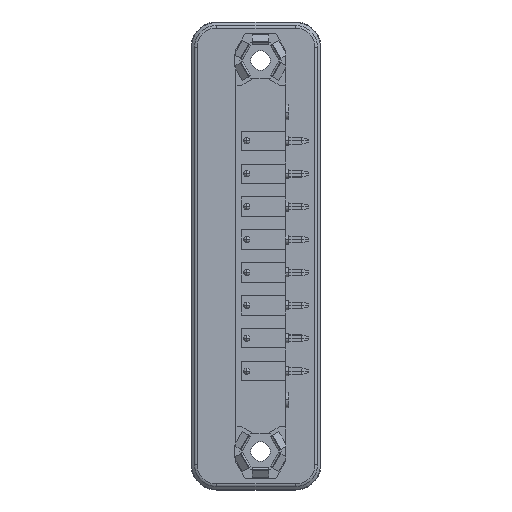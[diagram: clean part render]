
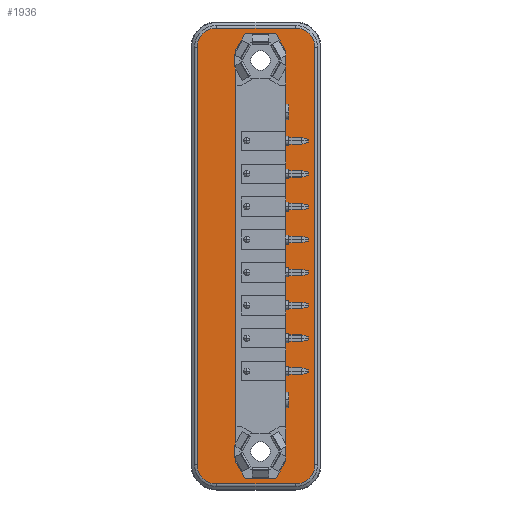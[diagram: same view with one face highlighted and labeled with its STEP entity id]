
A CAD part, left-side view. The second image highlights one B-rep face of the part: STEP entity #1936.
In plain terms, the highlighted planar face has unit normal (-1, 0, 0).
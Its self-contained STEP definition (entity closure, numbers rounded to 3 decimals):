
#1936=ADVANCED_FACE('',(#4284,#4285),#4286,.T.);
#4284=FACE_OUTER_BOUND('',#7004,.T.);
#4285=FACE_BOUND('',#7005,.T.);
#4286=PLANE('',#7006);
#7004=EDGE_LOOP('',(#12525,#12526,#12527,#12528,#12529,#12530,#12531,#12532));
#7005=EDGE_LOOP('',(#12533,#12534,#12535,#12536,#12537,#12538,#12539,#12540,#12541,#12542,#12543,#12544));
#7006=AXIS2_PLACEMENT_3D('',#12545,#12546,#12547);
#12525=ORIENTED_EDGE('',*,*,#17115,.T.);
#12526=ORIENTED_EDGE('',*,*,#15944,.T.);
#12527=ORIENTED_EDGE('',*,*,#16867,.T.);
#12528=ORIENTED_EDGE('',*,*,#17813,.T.);
#12529=ORIENTED_EDGE('',*,*,#15699,.F.);
#12530=ORIENTED_EDGE('',*,*,#17246,.F.);
#12531=ORIENTED_EDGE('',*,*,#17322,.F.);
#12532=ORIENTED_EDGE('',*,*,#16303,.F.);
#12533=ORIENTED_EDGE('',*,*,#16020,.T.);
#12534=ORIENTED_EDGE('',*,*,#17814,.F.);
#12535=ORIENTED_EDGE('',*,*,#16195,.F.);
#12536=ORIENTED_EDGE('',*,*,#17815,.F.);
#12537=ORIENTED_EDGE('',*,*,#17816,.F.);
#12538=ORIENTED_EDGE('',*,*,#17375,.F.);
#12539=ORIENTED_EDGE('',*,*,#17817,.T.);
#12540=ORIENTED_EDGE('',*,*,#17597,.F.);
#12541=ORIENTED_EDGE('',*,*,#17818,.F.);
#12542=ORIENTED_EDGE('',*,*,#17819,.F.);
#12543=ORIENTED_EDGE('',*,*,#17820,.F.);
#12544=ORIENTED_EDGE('',*,*,#16682,.T.);
#12545=CARTESIAN_POINT('',(-1.158,13.348,-50.47));
#12546=DIRECTION('',(-1.0,0.0,0.0));
#12547=DIRECTION('',(0.0,0.0,1.0));
#15699=EDGE_CURVE('',#18632,#18633,#18634,.T.);
#15944=EDGE_CURVE('',#19075,#19072,#19076,.T.);
#16020=EDGE_CURVE('',#19201,#19199,#19202,.T.);
#16195=EDGE_CURVE('',#19505,#19506,#19507,.T.);
#16303=EDGE_CURVE('',#19679,#19682,#19683,.T.);
#16682=EDGE_CURVE('',#20268,#19201,#20272,.T.);
#16867=EDGE_CURVE('',#19072,#20554,#20555,.T.);
#17115=EDGE_CURVE('',#19679,#19075,#20913,.T.);
#17246=EDGE_CURVE('',#21094,#18632,#21096,.T.);
#17322=EDGE_CURVE('',#19682,#21094,#21192,.T.);
#17375=EDGE_CURVE('',#21262,#21263,#21264,.T.);
#17597=EDGE_CURVE('',#21562,#21558,#21564,.T.);
#17813=EDGE_CURVE('',#20554,#18633,#21827,.T.);
#17814=EDGE_CURVE('',#19506,#19199,#21828,.T.);
#17815=EDGE_CURVE('',#21829,#19505,#21830,.T.);
#17816=EDGE_CURVE('',#21263,#21829,#21831,.T.);
#17817=EDGE_CURVE('',#21262,#21558,#21832,.T.);
#17818=EDGE_CURVE('',#21833,#21562,#21834,.T.);
#17819=EDGE_CURVE('',#21835,#21833,#21836,.T.);
#17820=EDGE_CURVE('',#20268,#21835,#21837,.T.);
#18632=VERTEX_POINT('',#22738);
#18633=VERTEX_POINT('',#22739);
#18634=LINE('',#22740,#22741);
#19072=VERTEX_POINT('',#23368);
#19075=VERTEX_POINT('',#23372);
#19076=CIRCLE('',#23373,3.0);
#19199=VERTEX_POINT('',#23538);
#19201=VERTEX_POINT('',#23541);
#19202=LINE('',#23542,#23543);
#19505=VERTEX_POINT('',#23965);
#19506=VERTEX_POINT('',#23966);
#19507=LINE('',#23967,#23968);
#19679=VERTEX_POINT('',#24199);
#19682=VERTEX_POINT('',#24203);
#19683=CIRCLE('',#24204,3.0);
#20268=VERTEX_POINT('',#25000);
#20272=CIRCLE('',#25005,4.1);
#20554=VERTEX_POINT('',#25409);
#20555=LINE('',#25410,#25411);
#20913=LINE('',#25923,#25924);
#21094=VERTEX_POINT('',#26183);
#21096=CIRCLE('',#26186,3.0);
#21192=LINE('',#26341,#26342);
#21262=VERTEX_POINT('',#26442);
#21263=VERTEX_POINT('',#26443);
#21264=LINE('',#26444,#26445);
#21558=VERTEX_POINT('',#26905);
#21562=VERTEX_POINT('',#26911);
#21564=LINE('',#26914,#26915);
#21827=CIRCLE('',#27285,3.0);
#21828=CIRCLE('',#27286,4.1);
#21829=VERTEX_POINT('',#27287);
#21830=LINE('',#27288,#27289);
#21831=LINE('',#27290,#27291);
#21832=LINE('',#27292,#27293);
#21833=VERTEX_POINT('',#27294);
#21834=LINE('',#27295,#27296);
#21835=VERTEX_POINT('',#27297);
#21836=LINE('',#27298,#27299);
#21837=LINE('',#27300,#27301);
#22738=CARTESIAN_POINT('',(-1.158,0.848,1.025));
#22739=CARTESIAN_POINT('',(-1.158,0.848,-63.375));
#22740=CARTESIAN_POINT('',(-1.158,0.848,-45.39));
#22741=VECTOR('',#28403,1.0);
#23368=CARTESIAN_POINT('',(-1.158,16.048,-66.375));
#23372=CARTESIAN_POINT('',(-1.158,19.048,-63.375));
#23373=AXIS2_PLACEMENT_3D('',#28711,#28712,#28713);
#23538=CARTESIAN_POINT('',(-1.158,13.048,-2.514));
#23541=CARTESIAN_POINT('',(-1.158,13.048,-59.836));
#23542=CARTESIAN_POINT('',(-1.158,13.048,-18.475));
#23543=VECTOR('',#28808,1.0);
#23965=CARTESIAN_POINT('',(-1.158,13.048,0.703));
#23966=CARTESIAN_POINT('',(-1.158,13.048,0.564));
#23967=CARTESIAN_POINT('',(-1.158,13.048,-13.395));
#23968=VECTOR('',#29045,1.0);
#24199=CARTESIAN_POINT('',(-1.158,19.048,1.025));
#24203=CARTESIAN_POINT('',(-1.158,16.048,4.025));
#24204=AXIS2_PLACEMENT_3D('',#29178,#29179,#29180);
#25000=CARTESIAN_POINT('',(-1.158,13.048,-62.914));
#25005=AXIS2_PLACEMENT_3D('',#29642,#29643,#29644);
#25409=CARTESIAN_POINT('',(-1.158,3.848,-66.375));
#25410=CARTESIAN_POINT('',(-1.158,-32.395,-66.375));
#25411=VECTOR('',#29872,1.0);
#25923=CARTESIAN_POINT('',(-1.158,19.048,-37.28));
#25924=VECTOR('',#30144,1.0);
#26183=CARTESIAN_POINT('',(-1.158,3.848,4.025));
#26186=AXIS2_PLACEMENT_3D('',#30290,#30291,#30292);
#26341=CARTESIAN_POINT('',(-1.158,-32.395,4.025));
#26342=VECTOR('',#30370,1.0);
#26442=CARTESIAN_POINT('',(-1.158,5.378,0.582));
#26443=CARTESIAN_POINT('',(-1.158,6.863,3.155));
#26444=CARTESIAN_POINT('',(-1.158,-2.692,-13.395));
#26445=VECTOR('',#30419,1.0);
#26905=CARTESIAN_POINT('',(-1.158,5.378,-62.932));
#26911=CARTESIAN_POINT('',(-1.158,6.863,-65.505));
#26914=CARTESIAN_POINT('',(-1.158,-5.625,-43.875));
#26915=VECTOR('',#30631,1.0);
#27285=AXIS2_PLACEMENT_3D('',#30832,#30833,#30834);
#27286=AXIS2_PLACEMENT_3D('',#30835,#30836,#30837);
#27287=CARTESIAN_POINT('',(-1.158,11.632,3.155));
#27288=CARTESIAN_POINT('',(-1.158,21.187,-13.395));
#27289=VECTOR('',#30838,1.0);
#27290=CARTESIAN_POINT('',(-1.158,-32.395,3.155));
#27291=VECTOR('',#30839,1.0);
#27292=CARTESIAN_POINT('',(-1.158,5.378,-33.715));
#27293=VECTOR('',#30840,1.0);
#27294=CARTESIAN_POINT('',(-1.158,11.632,-65.505));
#27295=CARTESIAN_POINT('',(-1.158,-32.395,-65.505));
#27296=VECTOR('',#30841,1.0);
#27297=CARTESIAN_POINT('',(-1.158,13.048,-63.053));
#27298=CARTESIAN_POINT('',(-1.158,24.12,-43.875));
#27299=VECTOR('',#30842,1.0);
#27300=CARTESIAN_POINT('',(-1.158,13.048,-43.875));
#27301=VECTOR('',#30843,1.0);
#28403=DIRECTION('',(0.0,0.0,-1.0));
#28711=CARTESIAN_POINT('',(-1.158,16.048,-63.375));
#28712=DIRECTION('',(-1.0,0.0,0.0));
#28713=DIRECTION('',(0.0,-1.0,0.0));
#28808=DIRECTION('',(0.0,0.0,1.0));
#29045=DIRECTION('',(0.0,0.,-1.0));
#29178=CARTESIAN_POINT('',(-1.158,16.048,1.025));
#29179=DIRECTION('',(1.0,0.0,0.0));
#29180=DIRECTION('',(0.0,-1.0,0.0));
#29642=CARTESIAN_POINT('',(-1.158,9.248,-61.375));
#29643=DIRECTION('',(1.0,0.0,0.0));
#29644=DIRECTION('',(0.0,0.,-1.0));
#29872=DIRECTION('',(0.0,-1.0,0.0));
#30144=DIRECTION('',(0.0,0.0,-1.0));
#30290=CARTESIAN_POINT('',(-1.158,3.848,1.025));
#30291=DIRECTION('',(1.0,0.0,0.0));
#30292=DIRECTION('',(0.0,-1.0,0.0));
#30370=DIRECTION('',(0.0,-1.0,0.0));
#30419=DIRECTION('',(0.0,0.5,0.866));
#30631=DIRECTION('',(0.0,-0.5,0.866));
#30832=CARTESIAN_POINT('',(-1.158,3.848,-63.375));
#30833=DIRECTION('',(-1.0,0.0,0.0));
#30834=DIRECTION('',(0.0,-1.0,0.0));
#30835=CARTESIAN_POINT('',(-1.158,9.248,-0.975));
#30836=DIRECTION('',(-1.0,0.0,0.0));
#30837=DIRECTION('',(0.0,0.,1.0));
#30838=DIRECTION('',(0.0,0.5,-0.866));
#30839=DIRECTION('',(0.0,1.0,0.));
#30840=DIRECTION('',(0.0,0.0,-1.0));
#30841=DIRECTION('',(0.0,-1.0,0.));
#30842=DIRECTION('',(0.0,-0.5,-0.866));
#30843=DIRECTION('',(0.0,0.,-1.0));
